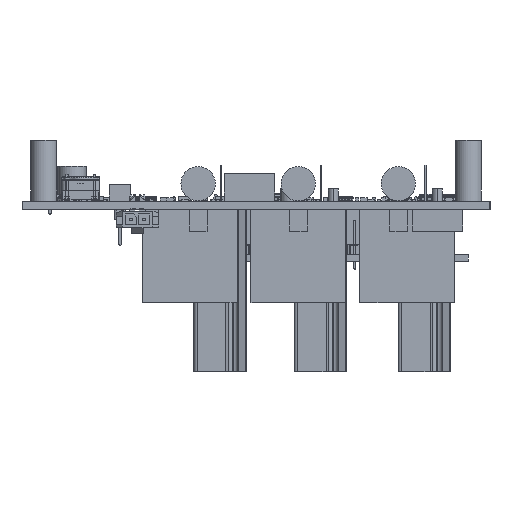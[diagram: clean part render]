
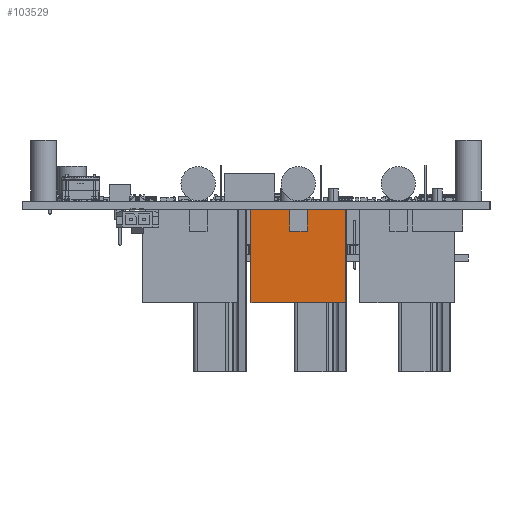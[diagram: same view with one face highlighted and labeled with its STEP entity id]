
A CAD part, left-side view. The second image highlights one B-rep face of the part: STEP entity #103529.
In plain terms, the highlighted planar face has unit normal (-1, 0, 0).
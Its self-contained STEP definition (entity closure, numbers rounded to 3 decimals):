
#103431 = EDGE_CURVE('',#103432,#103434,#103436,.T.);
#103432 = VERTEX_POINT('',#103433);
#103433 = CARTESIAN_POINT('',(-10.9,-10.9,0.));
#103434 = VERTEX_POINT('',#103435);
#103435 = CARTESIAN_POINT('',(-10.9,-10.9,21.6));
#103436 = LINE('',#103437,#103438);
#103437 = CARTESIAN_POINT('',(-10.9,-10.9,0.));
#103438 = VECTOR('',#103439,1.);
#103439 = DIRECTION('',(0.,0.,1.));
#103504 = VERTEX_POINT('',#103505);
#103505 = CARTESIAN_POINT('',(-10.9,10.9,21.6));
#103511 = EDGE_CURVE('',#103512,#103504,#103514,.T.);
#103512 = VERTEX_POINT('',#103513);
#103513 = CARTESIAN_POINT('',(-10.9,10.9,0.));
#103514 = LINE('',#103515,#103516);
#103515 = CARTESIAN_POINT('',(-10.9,10.9,0.));
#103516 = VECTOR('',#103517,1.);
#103517 = DIRECTION('',(0.,0.,1.));
#103529 = ADVANCED_FACE('',(#103530),#103546,.F.);
#103530 = FACE_BOUND('',#103531,.F.);
#103531 = EDGE_LOOP('',(#103532,#103533,#103539,#103540));
#103532 = ORIENTED_EDGE('',*,*,#103511,.T.);
#103533 = ORIENTED_EDGE('',*,*,#103534,.T.);
#103534 = EDGE_CURVE('',#103504,#103434,#103535,.T.);
#103535 = LINE('',#103536,#103537);
#103536 = CARTESIAN_POINT('',(-10.9,10.9,21.6));
#103537 = VECTOR('',#103538,1.);
#103538 = DIRECTION('',(0.,-1.,0.));
#103539 = ORIENTED_EDGE('',*,*,#103431,.F.);
#103540 = ORIENTED_EDGE('',*,*,#103541,.F.);
#103541 = EDGE_CURVE('',#103512,#103432,#103542,.T.);
#103542 = LINE('',#103543,#103544);
#103543 = CARTESIAN_POINT('',(-10.9,10.9,0.));
#103544 = VECTOR('',#103545,1.);
#103545 = DIRECTION('',(0.,-1.,0.));
#103546 = PLANE('',#103547);
#103547 = AXIS2_PLACEMENT_3D('',#103548,#103549,#103550);
#103548 = CARTESIAN_POINT('',(-10.9,10.9,0.));
#103549 = DIRECTION('',(1.,0.,0.));
#103550 = DIRECTION('',(0.,-1.,0.));
